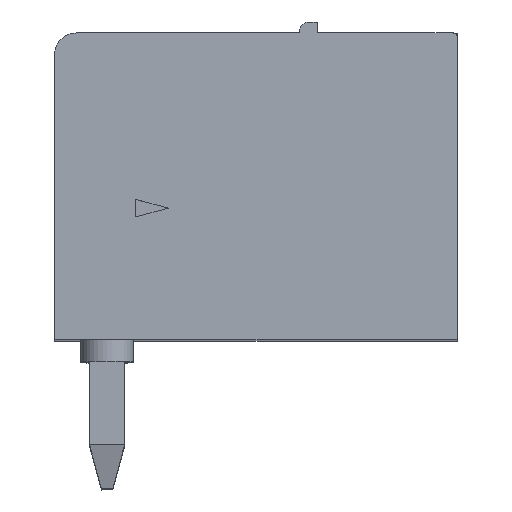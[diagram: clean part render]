
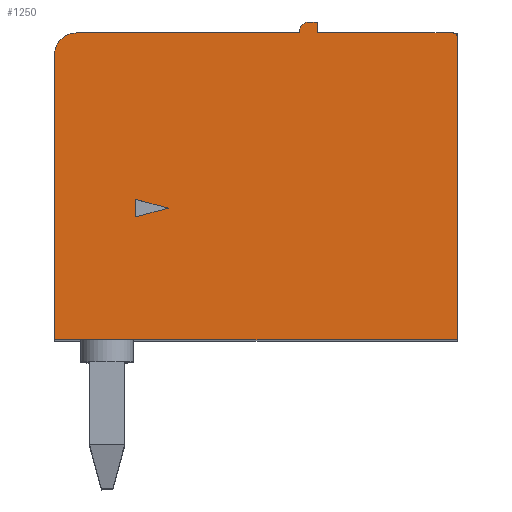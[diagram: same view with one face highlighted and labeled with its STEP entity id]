
A CAD part, top view. The second image highlights one B-rep face of the part: STEP entity #1250.
In plain terms, the highlighted planar face has unit normal (0, 0, 1).
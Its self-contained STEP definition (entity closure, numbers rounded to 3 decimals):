
#10=CARTESIAN_POINT('',(0.,0.,
   2.45));
#20=DIRECTION('',(0.,0.,
   1.));
#30=DIRECTION('',(1.,0.,
   0.));
#40=AXIS2_PLACEMENT_3D('',#10,#20,#30);
#50=PLANE('',#40);
#60=CARTESIAN_POINT('',(9.2,0.,
   2.45));
#70=DIRECTION('',(0.,-1.,
   0.));
#80=VECTOR('',#70,1.);
#90=LINE('',#60,#80);
#100=CARTESIAN_POINT('',(9.2,6.9,
   2.45));
#110=VERTEX_POINT('',#100);
#120=CARTESIAN_POINT('',(9.2,0.,
   2.45));
#130=VERTEX_POINT('',#120);
#140=EDGE_CURVE('',#110,#130,#90,.T.);
#150=ORIENTED_EDGE('',*,*,#140,.F.);
#160=CARTESIAN_POINT('',(0.,0.,
   2.45));
#170=DIRECTION('',(-1.,0.,
   0.));
#180=VECTOR('',#170,1.);
#190=LINE('',#160,#180);
#200=CARTESIAN_POINT('',(0.,0.,
   2.45));
#210=VERTEX_POINT('',#200);
#220=EDGE_CURVE('',#130,#210,#190,.T.);
#230=ORIENTED_EDGE('',*,*,#220,.F.);
#240=CARTESIAN_POINT('',(0.,0.,
   2.45));
#250=DIRECTION('',(0.,1.,
   0.));
#260=VECTOR('',#250,1.);
#270=LINE('',#240,#260);
#280=CARTESIAN_POINT('',(0.,6.5,
   2.45));
#290=VERTEX_POINT('',#280);
#300=EDGE_CURVE('',#210,#290,#270,.T.);
#310=ORIENTED_EDGE('',*,*,#300,.F.);
#320=CARTESIAN_POINT('',(0.5,6.5,
   2.45));
#330=DIRECTION('',(0.,0.,
   1.));
#340=DIRECTION('',(1.,0.,
   0.));
#350=AXIS2_PLACEMENT_3D('',#320,#330,#340);
#360=CIRCLE('',#350,0.5);
#370=CARTESIAN_POINT('',(0.5,7.,
   2.45));
#380=VERTEX_POINT('',#370);
#390=EDGE_CURVE('',#380,#290,#360,.T.);
#400=ORIENTED_EDGE('',*,*,#390,.T.);
#410=CARTESIAN_POINT('',(0.,7.,
   2.45));
#420=DIRECTION('',(1.,0.,
   0.));
#430=VECTOR('',#420,1.);
#440=LINE('',#410,#430);
#450=CARTESIAN_POINT('',(5.6,7.,
   2.45));
#460=VERTEX_POINT('',#450);
#470=EDGE_CURVE('',#380,#460,#440,.T.);
#480=ORIENTED_EDGE('',*,*,#470,.F.);
#490=CARTESIAN_POINT('',(5.6,0.,
   2.45));
#500=DIRECTION('',(0.,1.,
   0.));
#510=VECTOR('',#500,1.);
#520=LINE('',#490,#510);
#530=CARTESIAN_POINT('',(5.6,7.05,
   2.45));
#540=VERTEX_POINT('',#530);
#550=EDGE_CURVE('',#460,#540,#520,.T.);
#560=ORIENTED_EDGE('',*,*,#550,.F.);
#570=CARTESIAN_POINT('',(5.8,7.05,
   2.45));
#580=DIRECTION('',(0.,0.,
   1.));
#590=DIRECTION('',(1.,0.,
   0.));
#600=AXIS2_PLACEMENT_3D('',#570,#580,#590);
#610=CIRCLE('',#600,0.2);
#620=CARTESIAN_POINT('',(5.8,7.25,
   2.45));
#630=VERTEX_POINT('',#620);
#640=EDGE_CURVE('',#630,#540,#610,.T.);
#650=ORIENTED_EDGE('',*,*,#640,.T.);
#660=CARTESIAN_POINT('',(0.,7.25,
   2.45));
#670=DIRECTION('',(1.,0.,
   0.));
#680=VECTOR('',#670,1.);
#690=LINE('',#660,#680);
#700=CARTESIAN_POINT('',(6.,7.25,
   2.45));
#710=VERTEX_POINT('',#700);
#720=EDGE_CURVE('',#630,#710,#690,.T.);
#730=ORIENTED_EDGE('',*,*,#720,.F.);
#740=CARTESIAN_POINT('',(6.,0.,
   2.45));
#750=DIRECTION('',(0.,-1.,
   0.));
#760=VECTOR('',#750,1.);
#770=LINE('',#740,#760);
#780=CARTESIAN_POINT('',(6.,7.,
   2.45));
#790=VERTEX_POINT('',#780);
#800=EDGE_CURVE('',#710,#790,#770,.T.);
#810=ORIENTED_EDGE('',*,*,#800,.F.);
#820=CARTESIAN_POINT('',(0.,7.,
   2.45));
#830=DIRECTION('',(1.,0.,
   0.));
#840=VECTOR('',#830,1.);
#850=LINE('',#820,#840);
#860=CARTESIAN_POINT('',(9.1,7.,
   2.45));
#870=VERTEX_POINT('',#860);
#880=EDGE_CURVE('',#790,#870,#850,.T.);
#890=ORIENTED_EDGE('',*,*,#880,.F.);
#900=CARTESIAN_POINT('',(9.1,6.9,
   2.45));
#910=DIRECTION('',(0.,0.,
   1.));
#920=DIRECTION('',(1.,0.,
   0.));
#930=AXIS2_PLACEMENT_3D('',#900,#910,#920);
#940=CIRCLE('',#930,0.1);
#950=EDGE_CURVE('',#110,#870,#940,.T.);
#960=ORIENTED_EDGE('',*,*,#950,.T.);
#970=EDGE_LOOP('',(#960,#890,#810,#730,#650,#560,#480,#400,#310,#230,
   #150));
#980=FACE_OUTER_BOUND('',#970,.T.);
#990=CARTESIAN_POINT('',(1.85,0.,
   2.45));
#1000=DIRECTION('',(0.,1.,
   0.));
#1010=VECTOR('',#1000,1.);
#1020=LINE('',#990,#1010);
#1030=CARTESIAN_POINT('',(1.85,2.799,
   2.45));
#1040=VERTEX_POINT('',#1030);
#1050=CARTESIAN_POINT('',(1.85,3.201,
   2.45));
#1060=VERTEX_POINT('',#1050);
#1070=EDGE_CURVE('',#1040,#1060,#1020,.T.);
#1080=ORIENTED_EDGE('',*,*,#1070,.T.);
#1090=CARTESIAN_POINT('',(0.,2.303,
   2.45));
#1100=DIRECTION('',(-0.966,-0.259,
   0.));
#1110=VECTOR('',#1100,1.);
#1120=LINE('',#1090,#1110);
#1130=CARTESIAN_POINT('',(2.6,3.,
   2.45));
#1140=VERTEX_POINT('',#1130);
#1150=EDGE_CURVE('',#1140,#1040,#1120,.T.);
#1160=ORIENTED_EDGE('',*,*,#1150,.T.);
#1170=CARTESIAN_POINT('',(0.,3.697,
   2.45));
#1180=DIRECTION('',(0.966,-0.259,
   0.));
#1190=VECTOR('',#1180,1.);
#1200=LINE('',#1170,#1190);
#1210=EDGE_CURVE('',#1060,#1140,#1200,.T.);
#1220=ORIENTED_EDGE('',*,*,#1210,.T.);
#1230=EDGE_LOOP('',(#1220,#1160,#1080));
#1240=FACE_BOUND('',#1230,.T.);
#1250=ADVANCED_FACE('',(#980,#1240),#50,.T.);
